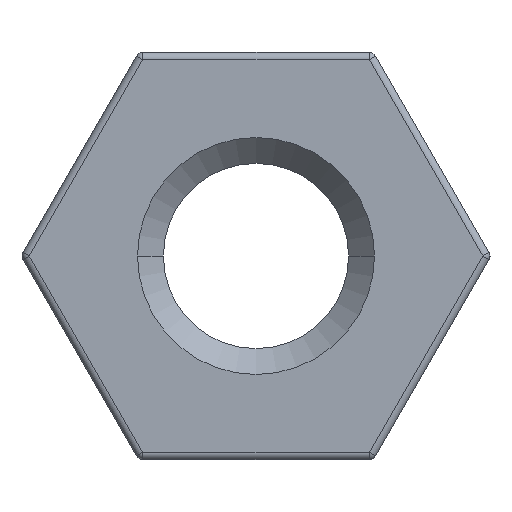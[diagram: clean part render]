
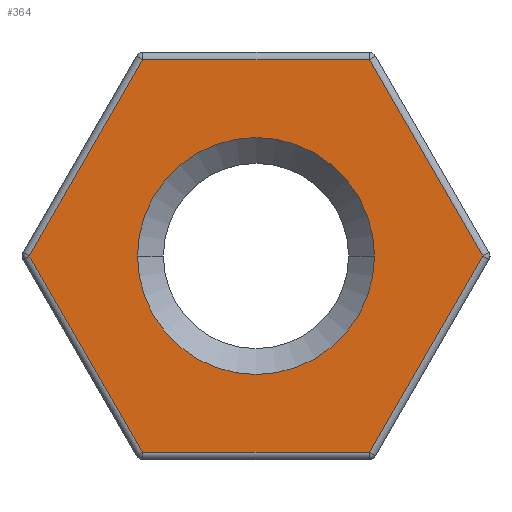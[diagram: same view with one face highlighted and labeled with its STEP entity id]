
A CAD part, left-side view. The second image highlights one B-rep face of the part: STEP entity #364.
In plain terms, the highlighted planar face has unit normal (-1, 0, 0).
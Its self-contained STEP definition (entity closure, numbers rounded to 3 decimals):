
#11 = DIRECTION ( 'NONE',  ( 0., 1., 0. ) ) ;
#26 = DIRECTION ( 'NONE',  ( 0., -0.5, 0.866 ) ) ;
#77 = CARTESIAN_POINT ( 'NONE',  ( 0., -2.295, -1.325 ) ) ;
#85 = FACE_OUTER_BOUND ( 'NONE', #757, .T. ) ;
#91 = FACE_BOUND ( 'NONE', #675, .T. ) ;
#138 = DIRECTION ( 'NONE',  ( 0., 1., 0. ) ) ;
#173 = EDGE_CURVE ( 'NONE', #896, #721, #353, .T. ) ;
#176 = VECTOR ( 'NONE', #11, 1000. ) ;
#179 = EDGE_CURVE ( 'NONE', #774, #871, #293, .T. ) ;
#190 = LINE ( 'NONE', #992, #176 ) ;
#196 = EDGE_CURVE ( 'NONE', #1081, #896, #283, .T. ) ;
#197 = EDGE_CURVE ( 'NONE', #762, #964, #275, .T. ) ;
#198 = VECTOR ( 'NONE', #26, 1000. ) ;
#203 = CIRCLE ( 'NONE', #341, 1.6 ) ;
#209 = LINE ( 'NONE', #77, #198 ) ;
#221 = EDGE_CURVE ( 'NONE', #721, #605, #331, .T. ) ;
#229 = EDGE_CURVE ( 'NONE', #605, #774, #209, .T. ) ;
#231 = EDGE_CURVE ( 'NONE', #964, #762, #203, .T. ) ;
#234 = VECTOR ( 'NONE', #266, 1000. ) ;
#236 = EDGE_CURVE ( 'NONE', #871, #1081, #190, .T. ) ;
#266 = DIRECTION ( 'NONE',  ( 0., -1., 0. ) ) ;
#274 = VECTOR ( 'NONE', #1092, 1000. ) ;
#275 = CIRCLE ( 'NONE', #985, 1.6 ) ;
#283 = LINE ( 'NONE', #1056, #274 ) ;
#290 = VECTOR ( 'NONE', #747, 1000. ) ;
#293 = LINE ( 'NONE', #1040, #290 ) ;
#298 = VECTOR ( 'NONE', #995, 1000. ) ;
#312 = CARTESIAN_POINT ( 'NONE',  ( 0., 0., -2.65 ) ) ;
#330 = CARTESIAN_POINT ( 'NONE',  ( 0., -3.06, 0. ) ) ;
#331 = LINE ( 'NONE', #312, #234 ) ;
#341 = AXIS2_PLACEMENT_3D ( 'NONE', #902, #817, #803 ) ;
#351 = CARTESIAN_POINT ( 'NONE',  ( 0., -1.6, 0. ) ) ;
#353 = LINE ( 'NONE', #1048, #298 ) ;
#364 = ADVANCED_FACE ( 'NONE', ( #85, #91 ), #1173, .F. ) ;
#366 = CARTESIAN_POINT ( 'NONE',  ( 0., 0., 0. ) ) ;
#378 = DIRECTION ( 'NONE',  ( 1., 0., 0. ) ) ;
#401 = AXIS2_PLACEMENT_3D ( 'NONE', #1268, #806, #1098 ) ;
#486 = ORIENTED_EDGE ( 'NONE', *, *, #179, .T. ) ;
#510 = ORIENTED_EDGE ( 'NONE', *, *, #236, .T. ) ;
#514 = ORIENTED_EDGE ( 'NONE', *, *, #196, .T. ) ;
#518 = ORIENTED_EDGE ( 'NONE', *, *, #173, .T. ) ;
#538 = ORIENTED_EDGE ( 'NONE', *, *, #221, .T. ) ;
#541 = ORIENTED_EDGE ( 'NONE', *, *, #229, .T. ) ;
#545 = ORIENTED_EDGE ( 'NONE', *, *, #197, .T. ) ;
#550 = ORIENTED_EDGE ( 'NONE', *, *, #231, .T. ) ;
#601 = CARTESIAN_POINT ( 'NONE',  ( 0., 1.53, 2.65 ) ) ;
#605 = VERTEX_POINT ( 'NONE', #680 ) ;
#675 = EDGE_LOOP ( 'NONE', ( #545, #550 ) ) ;
#680 = CARTESIAN_POINT ( 'NONE',  ( 0., -1.53, -2.65 ) ) ;
#721 = VERTEX_POINT ( 'NONE', #818 ) ;
#747 = DIRECTION ( 'NONE',  ( 0., 0.5, 0.866 ) ) ;
#757 = EDGE_LOOP ( 'NONE', ( #486, #510, #514, #518, #538, #541 ) ) ;
#762 = VERTEX_POINT ( 'NONE', #1124 ) ;
#774 = VERTEX_POINT ( 'NONE', #330 ) ;
#803 = DIRECTION ( 'NONE',  ( 0., 1., 0. ) ) ;
#806 = DIRECTION ( 'NONE',  ( 1., 0., 0. ) ) ;
#817 = DIRECTION ( 'NONE',  ( 1., 0., 0. ) ) ;
#818 = CARTESIAN_POINT ( 'NONE',  ( 0., 1.53, -2.65 ) ) ;
#871 = VERTEX_POINT ( 'NONE', #1131 ) ;
#896 = VERTEX_POINT ( 'NONE', #1216 ) ;
#902 = CARTESIAN_POINT ( 'NONE',  ( 0., 0., 0. ) ) ;
#964 = VERTEX_POINT ( 'NONE', #351 ) ;
#985 = AXIS2_PLACEMENT_3D ( 'NONE', #366, #378, #138 ) ;
#992 = CARTESIAN_POINT ( 'NONE',  ( 0., 0., 2.65 ) ) ;
#995 = DIRECTION ( 'NONE',  ( 0., -0.5, -0.866 ) ) ;
#1040 = CARTESIAN_POINT ( 'NONE',  ( 0., -2.295, 1.325 ) ) ;
#1048 = CARTESIAN_POINT ( 'NONE',  ( 0., 2.295, -1.325 ) ) ;
#1056 = CARTESIAN_POINT ( 'NONE',  ( 0., 2.295, 1.325 ) ) ;
#1081 = VERTEX_POINT ( 'NONE', #601 ) ;
#1092 = DIRECTION ( 'NONE',  ( 0., 0.5, -0.866 ) ) ;
#1098 = DIRECTION ( 'NONE',  ( 0., 1., 0. ) ) ;
#1124 = CARTESIAN_POINT ( 'NONE',  ( 0., 1.6, 0. ) ) ;
#1131 = CARTESIAN_POINT ( 'NONE',  ( 0., -1.53, 2.65 ) ) ;
#1173 = PLANE ( 'NONE',  #401 ) ;
#1216 = CARTESIAN_POINT ( 'NONE',  ( 0., 3.06, 0. ) ) ;
#1268 = CARTESIAN_POINT ( 'NONE',  ( 0., 0., 0. ) ) ;
